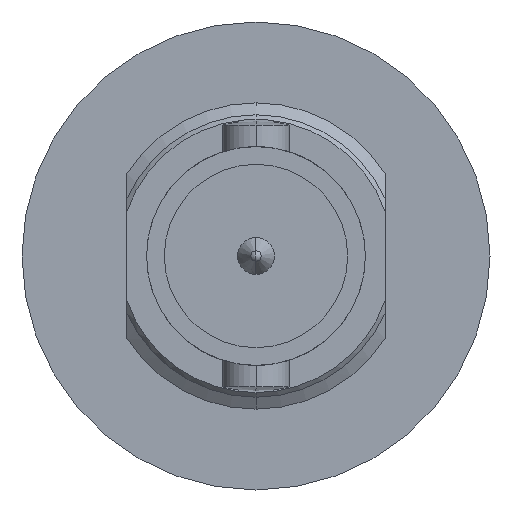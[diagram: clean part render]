
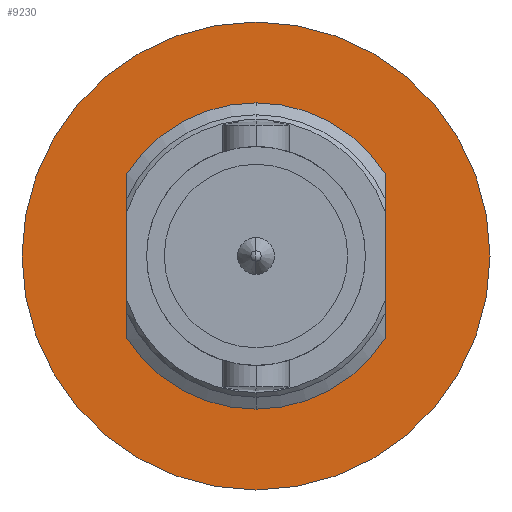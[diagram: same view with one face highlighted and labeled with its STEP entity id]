
A CAD part, left-side view. The second image highlights one B-rep face of the part: STEP entity #9230.
In plain terms, the highlighted planar face has unit normal (-1, 0, 0).
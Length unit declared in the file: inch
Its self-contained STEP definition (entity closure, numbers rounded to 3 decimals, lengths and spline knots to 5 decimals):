
#604 = FACE_OUTER_BOUND ( 'NONE', #30467, .T. ) ;
#2180 = EDGE_CURVE ( 'NONE', #10737, #37664, #28720, .T. ) ;
#2968 = ORIENTED_EDGE ( 'NONE', *, *, #2180, .T. ) ;
#3471 = LINE ( 'NONE', #27367, #39080 ) ;
#3810 = ORIENTED_EDGE ( 'NONE', *, *, #44741, .T. ) ;
#3839 = CARTESIAN_POINT ( 'NONE',  ( 0.45734, -0.10534, 0.03168 ) ) ;
#8550 = AXIS2_PLACEMENT_3D ( 'NONE', #44000, #19295, #22619 ) ;
#9230 = ADVANCED_FACE ( 'NONE', ( #604, #15622 ), #26997, .F. ) ;
#9783 = CARTESIAN_POINT ( 'NONE',  ( 0.45734, 0., 0. ) ) ;
#10737 = VERTEX_POINT ( 'NONE', #10922 ) ;
#10922 = CARTESIAN_POINT ( 'NONE',  ( 0.45734, 0., 0.19094 ) ) ;
#11057 = VERTEX_POINT ( 'NONE', #11819 ) ;
#11503 = LINE ( 'NONE', #28304, #14727 ) ;
#11819 = CARTESIAN_POINT ( 'NONE',  ( 0.45734, 0.10534, -0.03168 ) ) ;
#12202 = ORIENTED_EDGE ( 'NONE', *, *, #24087, .F. ) ;
#12390 = CARTESIAN_POINT ( 'NONE',  ( 0.45734, 0., 0.11 ) ) ;
#13059 = AXIS2_PLACEMENT_3D ( 'NONE', #24438, #20191, #20998 ) ;
#13176 = EDGE_CURVE ( 'NONE', #11057, #30672, #26059, .T. ) ;
#13202 = DIRECTION ( 'NONE',  ( -1., 0., 0. ) ) ;
#14471 = CARTESIAN_POINT ( 'NONE',  ( 0.45734, 0., 0. ) ) ;
#14599 = ORIENTED_EDGE ( 'NONE', *, *, #15332, .T. ) ;
#14727 = VECTOR ( 'NONE', #31212, 39.37008 ) ;
#15332 = EDGE_CURVE ( 'NONE', #37664, #10737, #42207, .T. ) ;
#15622 = FACE_BOUND ( 'NONE', #42697, .T. ) ;
#17756 = VERTEX_POINT ( 'NONE', #24482 ) ;
#18855 = VERTEX_POINT ( 'NONE', #3839 ) ;
#19295 = DIRECTION ( 'NONE',  ( -1., 0., 0. ) ) ;
#19871 = AXIS2_PLACEMENT_3D ( 'NONE', #14471, #21094, #38939 ) ;
#20140 = DIRECTION ( 'NONE',  ( -1., 0., 0. ) ) ;
#20191 = DIRECTION ( 'NONE',  ( 1., 0., 0. ) ) ;
#20998 = DIRECTION ( 'NONE',  ( 0., 0., -1. ) ) ;
#21094 = DIRECTION ( 'NONE',  ( -1., 0., 0. ) ) ;
#22619 = DIRECTION ( 'NONE',  ( 0., 0., 1. ) ) ;
#23015 = CARTESIAN_POINT ( 'NONE',  ( 0.45734, -0.10534, -0.03168 ) ) ;
#23854 = AXIS2_PLACEMENT_3D ( 'NONE', #26827, #27453, #33826 ) ;
#24087 = EDGE_CURVE ( 'NONE', #27390, #17756, #44810, .T. ) ;
#24438 = CARTESIAN_POINT ( 'NONE',  ( 0.45734, 0., 0. ) ) ;
#24482 = CARTESIAN_POINT ( 'NONE',  ( 0.45734, 0.10534, 0.03168 ) ) ;
#26059 = CIRCLE ( 'NONE', #31234, 0.11 ) ;
#26827 = CARTESIAN_POINT ( 'NONE',  ( 0.45734, 0., 0. ) ) ;
#26997 = PLANE ( 'NONE',  #13059 ) ;
#27362 = ORIENTED_EDGE ( 'NONE', *, *, #13176, .F. ) ;
#27367 = CARTESIAN_POINT ( 'NONE',  ( 0.45734, -0.10534, -0.06725 ) ) ;
#27390 = VERTEX_POINT ( 'NONE', #12390 ) ;
#27453 = DIRECTION ( 'NONE',  ( -1., 0., 0. ) ) ;
#28304 = CARTESIAN_POINT ( 'NONE',  ( 0.45734, 0.10534, -0.06725 ) ) ;
#28720 = CIRCLE ( 'NONE', #19871, 0.19094 ) ;
#30419 = ORIENTED_EDGE ( 'NONE', *, *, #30770, .F. ) ;
#30467 = EDGE_LOOP ( 'NONE', ( #2968, #14599 ) ) ;
#30672 = VERTEX_POINT ( 'NONE', #23015 ) ;
#30770 = EDGE_CURVE ( 'NONE', #17756, #11057, #11503, .T. ) ;
#31212 = DIRECTION ( 'NONE',  ( 0., 0., -1. ) ) ;
#31234 = AXIS2_PLACEMENT_3D ( 'NONE', #40733, #20140, #44418 ) ;
#33826 = DIRECTION ( 'NONE',  ( 0., 0., 1. ) ) ;
#33886 = DIRECTION ( 'NONE',  ( 0., 0., 1. ) ) ;
#37664 = VERTEX_POINT ( 'NONE', #44834 ) ;
#38067 = AXIS2_PLACEMENT_3D ( 'NONE', #9783, #13202, #33886 ) ;
#38601 = EDGE_CURVE ( 'NONE', #18855, #27390, #44025, .T. ) ;
#38939 = DIRECTION ( 'NONE',  ( 0., 0., 1. ) ) ;
#39080 = VECTOR ( 'NONE', #41299, 39.37008 ) ;
#40733 = CARTESIAN_POINT ( 'NONE',  ( 0.45734, 0., 0. ) ) ;
#41299 = DIRECTION ( 'NONE',  ( 0., 0., -1. ) ) ;
#42207 = CIRCLE ( 'NONE', #23854, 0.19094 ) ;
#42697 = EDGE_LOOP ( 'NONE', ( #44335, #3810, #27362, #30419, #12202 ) ) ;
#44000 = CARTESIAN_POINT ( 'NONE',  ( 0.45734, 0., 0. ) ) ;
#44025 = CIRCLE ( 'NONE', #8550, 0.11 ) ;
#44335 = ORIENTED_EDGE ( 'NONE', *, *, #38601, .F. ) ;
#44418 = DIRECTION ( 'NONE',  ( 0., 0., 1. ) ) ;
#44741 = EDGE_CURVE ( 'NONE', #18855, #30672, #3471, .T. ) ;
#44810 = CIRCLE ( 'NONE', #38067, 0.11 ) ;
#44834 = CARTESIAN_POINT ( 'NONE',  ( 0.45734, 0., -0.19094 ) ) ;
